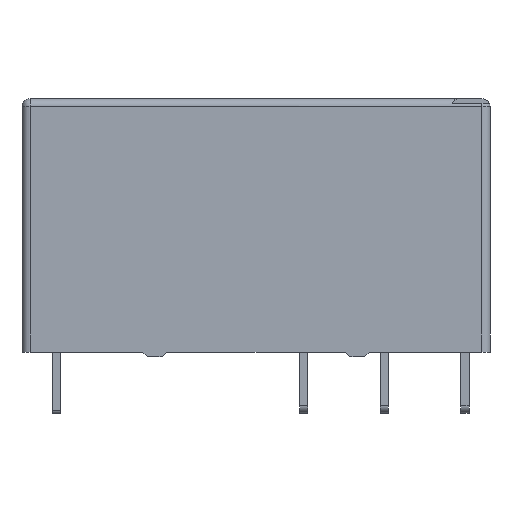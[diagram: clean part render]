
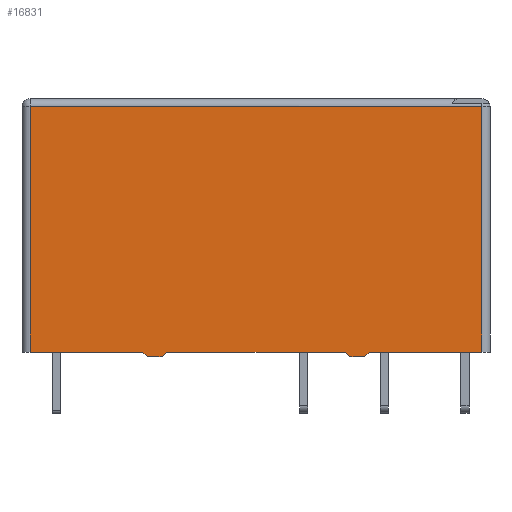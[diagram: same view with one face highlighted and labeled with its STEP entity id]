
A CAD part, front view. The second image highlights one B-rep face of the part: STEP entity #16831.
In plain terms, the highlighted planar face has unit normal (0, -1, 0).
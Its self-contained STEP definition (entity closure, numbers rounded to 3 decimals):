
#61 = CARTESIAN_POINT ( 'NONE',  ( 7.019, -6.35, -0.3 ) ) ;
#396 = LINE ( 'NONE', #4333, #13228 ) ;
#562 = DIRECTION ( 'NONE',  ( 0.707, 0., 0.707 ) ) ;
#568 = VECTOR ( 'NONE', #10758, 1000. ) ;
#585 = EDGE_CURVE ( 'NONE', #6409, #8039, #15310, .T. ) ;
#656 = DIRECTION ( 'NONE',  ( 0., 0., -1. ) ) ;
#1230 = LINE ( 'NONE', #7597, #15875 ) ;
#1249 = CARTESIAN_POINT ( 'NONE',  ( -14.5, -6.35, 15.2 ) ) ;
#1302 = EDGE_CURVE ( 'NONE', #10979, #6409, #6517, .T. ) ;
#1373 = ORIENTED_EDGE ( 'NONE', *, *, #9804, .T. ) ;
#1396 = FACE_OUTER_BOUND ( 'NONE', #6993, .T. ) ;
#1929 = VERTEX_POINT ( 'NONE', #8558 ) ;
#2069 = CARTESIAN_POINT ( 'NONE',  ( -6.719, -6.35, -0.3 ) ) ;
#2511 = CARTESIAN_POINT ( 'NONE',  ( -14.5, -6.35, 0. ) ) ;
#2526 = DIRECTION ( 'NONE',  ( -1., 0., 0. ) ) ;
#2589 = LINE ( 'NONE', #2511, #3373 ) ;
#2681 = CARTESIAN_POINT ( 'NONE',  ( 5.519, -6.35, 0. ) ) ;
#2756 = ORIENTED_EDGE ( 'NONE', *, *, #15473, .F. ) ;
#3176 = VECTOR ( 'NONE', #2526, 1000. ) ;
#3373 = VECTOR ( 'NONE', #10613, 1000. ) ;
#3409 = VECTOR ( 'NONE', #15374, 1000. ) ;
#3454 = ORIENTED_EDGE ( 'NONE', *, *, #1302, .T. ) ;
#3894 = VERTEX_POINT ( 'NONE', #16354 ) ;
#4056 = AXIS2_PLACEMENT_3D ( 'NONE', #4561, #15095, #8430 ) ;
#4333 = CARTESIAN_POINT ( 'NONE',  ( -7.019, -6.35, 0. ) ) ;
#4561 = CARTESIAN_POINT ( 'NONE',  ( -14.5, -6.35, 15.7 ) ) ;
#4761 = CARTESIAN_POINT ( 'NONE',  ( 14., -6.35, 0. ) ) ;
#4833 = LINE ( 'NONE', #10096, #3409 ) ;
#4989 = CARTESIAN_POINT ( 'NONE',  ( -5.819, -6.35, -0.3 ) ) ;
#5097 = CARTESIAN_POINT ( 'NONE',  ( 7.019, -6.35, 0. ) ) ;
#5235 = CARTESIAN_POINT ( 'NONE',  ( 14., -6.35, 15.2 ) ) ;
#5253 = VECTOR ( 'NONE', #11421, 1000. ) ;
#5544 = CARTESIAN_POINT ( 'NONE',  ( 5.819, -6.35, -0.3 ) ) ;
#5674 = DIRECTION ( 'NONE',  ( 1., 0., 0. ) ) ;
#6132 = CARTESIAN_POINT ( 'NONE',  ( 5.819, -6.35, -0.3 ) ) ;
#6398 = VERTEX_POINT ( 'NONE', #13116 ) ;
#6409 = VERTEX_POINT ( 'NONE', #2681 ) ;
#6466 = LINE ( 'NONE', #61, #3176 ) ;
#6517 = LINE ( 'NONE', #16044, #568 ) ;
#6685 = CARTESIAN_POINT ( 'NONE',  ( -5.519, -6.35, 0. ) ) ;
#6735 = LINE ( 'NONE', #1249, #15814 ) ;
#6993 = EDGE_LOOP ( 'NONE', ( #7325, #10227, #7591, #16740, #3454, #10306, #2756, #12102, #14831, #12969, #1373, #13603 ) ) ;
#7191 = LINE ( 'NONE', #6685, #12745 ) ;
#7325 = ORIENTED_EDGE ( 'NONE', *, *, #8541, .T. ) ;
#7591 = ORIENTED_EDGE ( 'NONE', *, *, #16928, .T. ) ;
#7597 = CARTESIAN_POINT ( 'NONE',  ( 14., -6.35, 15.7 ) ) ;
#7663 = VERTEX_POINT ( 'NONE', #2069 ) ;
#8039 = VERTEX_POINT ( 'NONE', #5544 ) ;
#8185 = CARTESIAN_POINT ( 'NONE',  ( -7.019, -6.35, -0.3 ) ) ;
#8376 = CARTESIAN_POINT ( 'NONE',  ( 6.719, -6.35, -0.3 ) ) ;
#8430 = DIRECTION ( 'NONE',  ( 0., 0., 1. ) ) ;
#8541 = EDGE_CURVE ( 'NONE', #13729, #6398, #2589, .T. ) ;
#8558 = CARTESIAN_POINT ( 'NONE',  ( 6.719, -6.35, -0.3 ) ) ;
#9544 = VECTOR ( 'NONE', #656, 1000. ) ;
#9576 = EDGE_CURVE ( 'NONE', #12755, #10979, #7191, .T. ) ;
#9609 = DIRECTION ( 'NONE',  ( 0.707, 0., -0.707 ) ) ;
#9792 = DIRECTION ( 'NONE',  ( 0.707, 0., 0.707 ) ) ;
#9804 = EDGE_CURVE ( 'NONE', #12059, #3894, #6735, .T. ) ;
#9884 = EDGE_CURVE ( 'NONE', #1929, #12523, #12085, .T. ) ;
#10096 = CARTESIAN_POINT ( 'NONE',  ( -14.5, -6.35, 0. ) ) ;
#10177 = EDGE_CURVE ( 'NONE', #12523, #11623, #4833, .T. ) ;
#10227 = ORIENTED_EDGE ( 'NONE', *, *, #14818, .T. ) ;
#10306 = ORIENTED_EDGE ( 'NONE', *, *, #585, .T. ) ;
#10613 = DIRECTION ( 'NONE',  ( 1., 0., 0. ) ) ;
#10758 = DIRECTION ( 'NONE',  ( 1., 0., 0. ) ) ;
#10979 = VERTEX_POINT ( 'NONE', #12287 ) ;
#11421 = DIRECTION ( 'NONE',  ( 0.707, 0., -0.707 ) ) ;
#11619 = CARTESIAN_POINT ( 'NONE',  ( -14., -6.35, 0. ) ) ;
#11623 = VERTEX_POINT ( 'NONE', #4761 ) ;
#11724 = PLANE ( 'NONE',  #4056 ) ;
#11752 = DIRECTION ( 'NONE',  ( -1., 0., 0. ) ) ;
#12059 = VERTEX_POINT ( 'NONE', #5235 ) ;
#12085 = LINE ( 'NONE', #8376, #15529 ) ;
#12102 = ORIENTED_EDGE ( 'NONE', *, *, #9884, .T. ) ;
#12287 = CARTESIAN_POINT ( 'NONE',  ( -5.519, -6.35, 0. ) ) ;
#12407 = LINE ( 'NONE', #8185, #15637 ) ;
#12437 = LINE ( 'NONE', #15206, #9544 ) ;
#12523 = VERTEX_POINT ( 'NONE', #5097 ) ;
#12745 = VECTOR ( 'NONE', #9792, 1000. ) ;
#12755 = VERTEX_POINT ( 'NONE', #4989 ) ;
#12969 = ORIENTED_EDGE ( 'NONE', *, *, #15904, .T. ) ;
#13112 = DIRECTION ( 'NONE',  ( 0., 0., 1. ) ) ;
#13116 = CARTESIAN_POINT ( 'NONE',  ( -7.019, -6.35, 0. ) ) ;
#13228 = VECTOR ( 'NONE', #9609, 1000. ) ;
#13603 = ORIENTED_EDGE ( 'NONE', *, *, #15820, .T. ) ;
#13729 = VERTEX_POINT ( 'NONE', #11619 ) ;
#14818 = EDGE_CURVE ( 'NONE', #6398, #7663, #396, .T. ) ;
#14831 = ORIENTED_EDGE ( 'NONE', *, *, #10177, .T. ) ;
#15095 = DIRECTION ( 'NONE',  ( 0., 1., 0. ) ) ;
#15206 = CARTESIAN_POINT ( 'NONE',  ( -14., -6.35, 15.7 ) ) ;
#15310 = LINE ( 'NONE', #6132, #5253 ) ;
#15374 = DIRECTION ( 'NONE',  ( 1., 0., 0. ) ) ;
#15473 = EDGE_CURVE ( 'NONE', #1929, #8039, #6466, .T. ) ;
#15529 = VECTOR ( 'NONE', #562, 1000. ) ;
#15637 = VECTOR ( 'NONE', #5674, 1000. ) ;
#15814 = VECTOR ( 'NONE', #11752, 1000. ) ;
#15820 = EDGE_CURVE ( 'NONE', #3894, #13729, #12437, .T. ) ;
#15875 = VECTOR ( 'NONE', #13112, 1000. ) ;
#15904 = EDGE_CURVE ( 'NONE', #11623, #12059, #1230, .T. ) ;
#16044 = CARTESIAN_POINT ( 'NONE',  ( -14.5, -6.35, 0. ) ) ;
#16354 = CARTESIAN_POINT ( 'NONE',  ( -14., -6.35, 15.2 ) ) ;
#16740 = ORIENTED_EDGE ( 'NONE', *, *, #9576, .T. ) ;
#16831 = ADVANCED_FACE ( 'NONE', ( #1396 ), #11724, .F. ) ;
#16928 = EDGE_CURVE ( 'NONE', #7663, #12755, #12407, .T. ) ;
